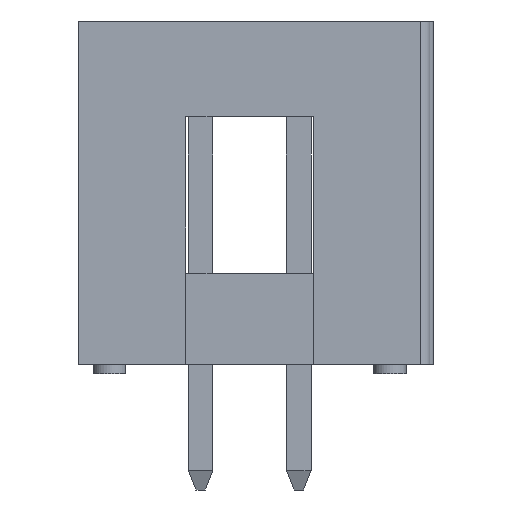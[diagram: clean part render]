
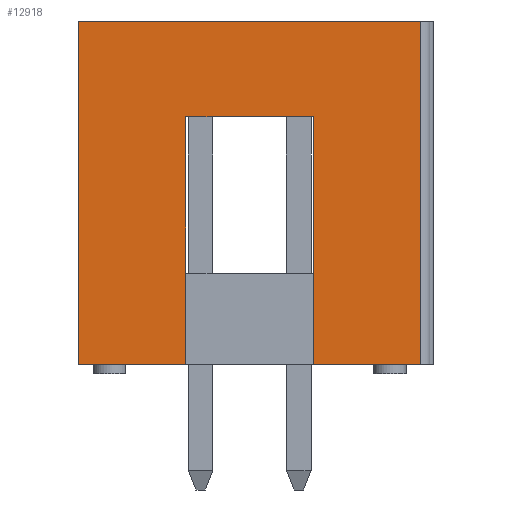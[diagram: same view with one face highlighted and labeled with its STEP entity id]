
A CAD part, front view. The second image highlights one B-rep face of the part: STEP entity #12918.
In plain terms, the highlighted face is planar.
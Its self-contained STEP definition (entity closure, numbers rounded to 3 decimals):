
#87=ORIENTED_EDGE('',*,*,#2593,.T.);
#88=ORIENTED_EDGE('',*,*,#2594,.F.);
#89=ORIENTED_EDGE('',*,*,#2595,.T.);
#90=ORIENTED_EDGE('',*,*,#2596,.T.);
#91=ORIENTED_EDGE('',*,*,#2597,.T.);
#92=ORIENTED_EDGE('',*,*,#2598,.F.);
#93=ORIENTED_EDGE('',*,*,#2599,.F.);
#94=ORIENTED_EDGE('',*,*,#2600,.T.);
#2593=EDGE_CURVE('',#3846,#3847,#4600,.T.);
#2594=EDGE_CURVE('',#3848,#3847,#4601,.T.);
#2595=EDGE_CURVE('',#3848,#3849,#4602,.T.);
#2596=EDGE_CURVE('',#3849,#3850,#4603,.T.);
#2597=EDGE_CURVE('',#3850,#3851,#4604,.T.);
#2598=EDGE_CURVE('',#3852,#3851,#4605,.T.);
#2599=EDGE_CURVE('',#3853,#3852,#4606,.T.);
#2600=EDGE_CURVE('',#3853,#3846,#4607,.T.);
#3846=VERTEX_POINT('',#16554);
#3847=VERTEX_POINT('',#16555);
#3848=VERTEX_POINT('',#16557);
#3849=VERTEX_POINT('',#16559);
#3850=VERTEX_POINT('',#16561);
#3851=VERTEX_POINT('',#16563);
#3852=VERTEX_POINT('',#16565);
#3853=VERTEX_POINT('',#16567);
#4600=LINE('',#16553,#5843);
#4601=LINE('',#16556,#5844);
#4602=LINE('',#16558,#5845);
#4603=LINE('',#16560,#5846);
#4604=LINE('',#16562,#5847);
#4605=LINE('',#16564,#5848);
#4606=LINE('',#16566,#5849);
#4607=LINE('',#16568,#5850);
#5843=VECTOR('',#14123,1000.);
#5844=VECTOR('',#14124,1000.);
#5845=VECTOR('',#14125,1000.);
#5846=VECTOR('',#14126,1000.);
#5847=VECTOR('',#14127,1000.);
#5848=VECTOR('',#14128,1000.);
#5849=VECTOR('',#14129,1000.);
#5850=VECTOR('',#14130,1000.);
#7075=EDGE_LOOP('',(#87,#88,#89,#90,#91,#92,#93,#94));
#7708=FACE_BOUND('',#7075,.T.);
#8341=PLANE('',#13498);
#12918=ADVANCED_FACE('',(#7708),#8341,.T.);
#13498=AXIS2_PLACEMENT_3D('',#16552,#14121,#14122);
#14121=DIRECTION('',(1.,0.,0.));
#14122=DIRECTION('',(0.,0.,-1.));
#14123=DIRECTION('',(0.,1.,0.));
#14124=DIRECTION('',(0.,0.,-1.));
#14125=DIRECTION('',(0.,1.,0.));
#14126=DIRECTION('',(0.,0.,-1.));
#14127=DIRECTION('',(0.,1.,0.));
#14128=DIRECTION('',(0.,0.,-1.));
#14129=DIRECTION('',(0.,1.,0.));
#14130=DIRECTION('',(0.,0.,-1.));
#16552=CARTESIAN_POINT('',(19.07,-4.425,4.425));
#16553=CARTESIAN_POINT('',(19.07,-4.425,-4.425));
#16554=CARTESIAN_POINT('',(19.07,-4.425,-4.425));
#16555=CARTESIAN_POINT('',(19.07,-1.65,-4.425));
#16556=CARTESIAN_POINT('',(19.07,-1.65,1.975));
#16557=CARTESIAN_POINT('',(19.07,-1.65,1.975));
#16558=CARTESIAN_POINT('',(19.07,-1.65,1.975));
#16559=CARTESIAN_POINT('',(19.07,1.65,1.975));
#16560=CARTESIAN_POINT('',(19.07,1.65,1.975));
#16561=CARTESIAN_POINT('',(19.07,1.65,-4.425));
#16562=CARTESIAN_POINT('',(19.07,-4.425,-4.425));
#16563=CARTESIAN_POINT('',(19.07,4.425,-4.425));
#16564=CARTESIAN_POINT('',(19.07,4.425,4.425));
#16565=CARTESIAN_POINT('',(19.07,4.425,4.425));
#16566=CARTESIAN_POINT('',(19.07,-4.425,4.425));
#16567=CARTESIAN_POINT('',(19.07,-4.425,4.425));
#16568=CARTESIAN_POINT('',(19.07,-4.425,4.425));
